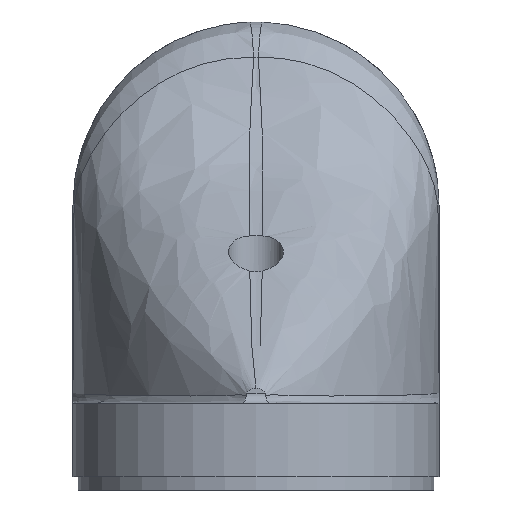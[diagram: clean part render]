
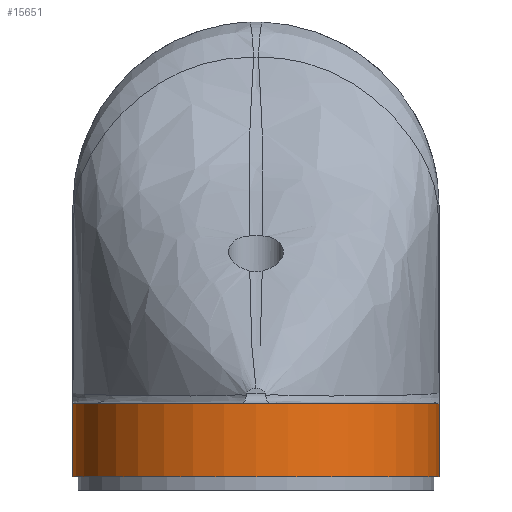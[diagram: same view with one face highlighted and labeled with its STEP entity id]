
A CAD part, front view. The second image highlights one B-rep face of the part: STEP entity #15651.
In plain terms, the highlighted cylindrical face has radius 35 mm (diameter 70 mm), a partial arc.
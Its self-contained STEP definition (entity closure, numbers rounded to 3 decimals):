
#783 = DIRECTION ( 'NONE',  ( -1., 0., 0. ) ) ;
#857 = CARTESIAN_POINT ( 'NONE',  ( 35., 0., -38. ) ) ;
#2540 = VERTEX_POINT ( 'NONE', #19683 ) ;
#2858 = EDGE_CURVE ( 'NONE', #5563, #2540, #10974, .T. ) ;
#3464 = LINE ( 'NONE', #5701, #20251 ) ;
#3850 = CARTESIAN_POINT ( 'NONE',  ( -35., 0., -38. ) ) ;
#4151 = DIRECTION ( 'NONE',  ( 0., 0., -1. ) ) ;
#4175 = DIRECTION ( 'NONE',  ( -1., 0., 0. ) ) ;
#4475 = AXIS2_PLACEMENT_3D ( 'NONE', #19802, #10424, #783 ) ;
#5563 = VERTEX_POINT ( 'NONE', #15885 ) ;
#5701 = CARTESIAN_POINT ( 'NONE',  ( -35., 0., -38. ) ) ;
#6554 = EDGE_CURVE ( 'NONE', #13988, #2540, #12175, .T. ) ;
#6817 = CARTESIAN_POINT ( 'NONE',  ( 0., 0., -52. ) ) ;
#7353 = EDGE_CURVE ( 'NONE', #17634, #5563, #14395, .T. ) ;
#7913 = ORIENTED_EDGE ( 'NONE', *, *, #17892, .T. ) ;
#8412 = DIRECTION ( 'NONE',  ( -1., 0., 0. ) ) ;
#9290 = ORIENTED_EDGE ( 'NONE', *, *, #6554, .T. ) ;
#9499 = CYLINDRICAL_SURFACE ( 'NONE', #10508, 35. ) ;
#10221 = AXIS2_PLACEMENT_3D ( 'NONE', #6817, #17802, #8412 ) ;
#10410 = DIRECTION ( 'NONE',  ( 0., 0., -1. ) ) ;
#10424 = DIRECTION ( 'NONE',  ( 0., 0., 1. ) ) ;
#10508 = AXIS2_PLACEMENT_3D ( 'NONE', #18324, #10729, #4175 ) ;
#10729 = DIRECTION ( 'NONE',  ( 0., 0., -1. ) ) ;
#10974 = LINE ( 'NONE', #857, #18818 ) ;
#12175 = CIRCLE ( 'NONE', #10221, 35. ) ;
#13988 = VERTEX_POINT ( 'NONE', #19465 ) ;
#14395 = CIRCLE ( 'NONE', #4475, 35. ) ;
#15651 = ADVANCED_FACE ( 'NONE', ( #18826 ), #9499, .T. ) ;
#15885 = CARTESIAN_POINT ( 'NONE',  ( 35., 0., -38. ) ) ;
#16710 = ORIENTED_EDGE ( 'NONE', *, *, #7353, .F. ) ;
#17634 = VERTEX_POINT ( 'NONE', #3850 ) ;
#17802 = DIRECTION ( 'NONE',  ( 0., 0., 1. ) ) ;
#17892 = EDGE_CURVE ( 'NONE', #17634, #13988, #3464, .T. ) ;
#18125 = ORIENTED_EDGE ( 'NONE', *, *, #2858, .F. ) ;
#18324 = CARTESIAN_POINT ( 'NONE',  ( 0., 0., -38. ) ) ;
#18818 = VECTOR ( 'NONE', #4151, 1000. ) ;
#18826 = FACE_OUTER_BOUND ( 'NONE', #20273, .T. ) ;
#19465 = CARTESIAN_POINT ( 'NONE',  ( -35., 0., -52. ) ) ;
#19683 = CARTESIAN_POINT ( 'NONE',  ( 35., 0., -52. ) ) ;
#19802 = CARTESIAN_POINT ( 'NONE',  ( 0., 0., -38. ) ) ;
#20251 = VECTOR ( 'NONE', #10410, 1000. ) ;
#20273 = EDGE_LOOP ( 'NONE', ( #9290, #18125, #16710, #7913 ) ) ;
